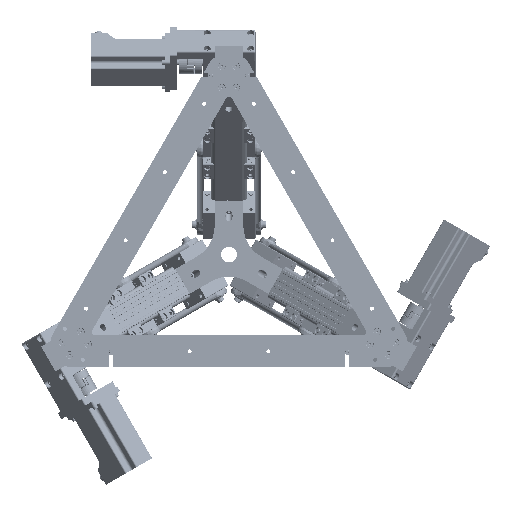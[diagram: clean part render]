
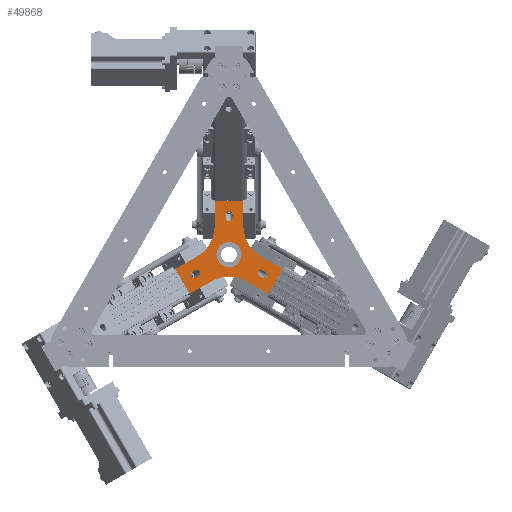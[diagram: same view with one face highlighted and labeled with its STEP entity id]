
A CAD part, front view. The second image highlights one B-rep face of the part: STEP entity #49868.
In plain terms, the highlighted face is planar.
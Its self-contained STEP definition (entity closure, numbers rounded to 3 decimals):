
#1040=ELLIPSE('',#56388,7.071,5.);
#1041=ELLIPSE('',#56389,7.071,5.);
#1042=ELLIPSE('',#56397,7.071,5.);
#1043=ELLIPSE('',#56398,7.071,5.);
#1044=ELLIPSE('',#56406,7.071,5.);
#1045=ELLIPSE('',#56407,7.071,5.);
#2795=FACE_BOUND('',#10426,.T.);
#2796=FACE_BOUND('',#10427,.T.);
#2797=FACE_BOUND('',#10428,.T.);
#2798=FACE_BOUND('',#10429,.T.);
#3957=PLANE('',#56410);
#7423=FACE_OUTER_BOUND('',#10425,.T.);
#10425=EDGE_LOOP('',(#45168,#45169,#45170,#45171,#45172,#45173,#45174,#45175,
#45176,#45177,#45178,#45179));
#10426=EDGE_LOOP('',(#45180,#45181));
#10427=EDGE_LOOP('',(#45182,#45183));
#10428=EDGE_LOOP('',(#45184,#45185));
#10429=EDGE_LOOP('',(#45186));
#14204=LINE('',#89485,#17878);
#14205=LINE('',#89487,#17879);
#14206=LINE('',#89489,#17880);
#14207=LINE('',#89493,#17881);
#14208=LINE('',#89495,#17882);
#14209=LINE('',#89497,#17883);
#14210=LINE('',#89501,#17884);
#14211=LINE('',#89503,#17885);
#14212=LINE('',#89505,#17886);
#17878=VECTOR('',#69854,10.);
#17879=VECTOR('',#69855,10.);
#17880=VECTOR('',#69856,10.);
#17881=VECTOR('',#69859,10.);
#17882=VECTOR('',#69860,10.);
#17883=VECTOR('',#69861,10.);
#17884=VECTOR('',#69864,10.);
#17885=VECTOR('',#69865,10.);
#17886=VECTOR('',#69866,10.);
#20674=CIRCLE('',#56411,49.282);
#20675=CIRCLE('',#56412,49.282);
#20676=CIRCLE('',#56413,49.282);
#20677=CIRCLE('',#56414,17.5);
#25139=VERTEX_POINT('',#89439);
#25140=VERTEX_POINT('',#89440);
#25145=VERTEX_POINT('',#89456);
#25146=VERTEX_POINT('',#89457);
#25151=VERTEX_POINT('',#89473);
#25152=VERTEX_POINT('',#89474);
#25154=VERTEX_POINT('',#89483);
#25155=VERTEX_POINT('',#89484);
#25156=VERTEX_POINT('',#89486);
#25157=VERTEX_POINT('',#89488);
#25158=VERTEX_POINT('',#89490);
#25159=VERTEX_POINT('',#89492);
#25160=VERTEX_POINT('',#89494);
#25161=VERTEX_POINT('',#89496);
#25162=VERTEX_POINT('',#89498);
#25163=VERTEX_POINT('',#89500);
#25164=VERTEX_POINT('',#89502);
#25165=VERTEX_POINT('',#89504);
#25166=VERTEX_POINT('',#89507);
#31941=EDGE_CURVE('',#25139,#25140,#1040,.T.);
#31942=EDGE_CURVE('',#25140,#25139,#1041,.T.);
#31949=EDGE_CURVE('',#25145,#25146,#1042,.T.);
#31950=EDGE_CURVE('',#25146,#25145,#1043,.T.);
#31957=EDGE_CURVE('',#25151,#25152,#1044,.T.);
#31958=EDGE_CURVE('',#25152,#25151,#1045,.T.);
#31962=EDGE_CURVE('',#25154,#25155,#14204,.T.);
#31963=EDGE_CURVE('',#25156,#25154,#14205,.T.);
#31964=EDGE_CURVE('',#25157,#25156,#14206,.T.);
#31965=EDGE_CURVE('',#25158,#25157,#20674,.T.);
#31966=EDGE_CURVE('',#25159,#25158,#14207,.T.);
#31967=EDGE_CURVE('',#25160,#25159,#14208,.T.);
#31968=EDGE_CURVE('',#25161,#25160,#14209,.T.);
#31969=EDGE_CURVE('',#25162,#25161,#20675,.T.);
#31970=EDGE_CURVE('',#25163,#25162,#14210,.T.);
#31971=EDGE_CURVE('',#25164,#25163,#14211,.T.);
#31972=EDGE_CURVE('',#25165,#25164,#14212,.T.);
#31973=EDGE_CURVE('',#25155,#25165,#20676,.T.);
#31974=EDGE_CURVE('',#25166,#25166,#20677,.T.);
#45168=ORIENTED_EDGE('',*,*,#31962,.F.);
#45169=ORIENTED_EDGE('',*,*,#31963,.F.);
#45170=ORIENTED_EDGE('',*,*,#31964,.F.);
#45171=ORIENTED_EDGE('',*,*,#31965,.F.);
#45172=ORIENTED_EDGE('',*,*,#31966,.F.);
#45173=ORIENTED_EDGE('',*,*,#31967,.F.);
#45174=ORIENTED_EDGE('',*,*,#31968,.F.);
#45175=ORIENTED_EDGE('',*,*,#31969,.F.);
#45176=ORIENTED_EDGE('',*,*,#31970,.F.);
#45177=ORIENTED_EDGE('',*,*,#31971,.F.);
#45178=ORIENTED_EDGE('',*,*,#31972,.F.);
#45179=ORIENTED_EDGE('',*,*,#31973,.F.);
#45180=ORIENTED_EDGE('',*,*,#31941,.T.);
#45181=ORIENTED_EDGE('',*,*,#31942,.T.);
#45182=ORIENTED_EDGE('',*,*,#31949,.T.);
#45183=ORIENTED_EDGE('',*,*,#31950,.T.);
#45184=ORIENTED_EDGE('',*,*,#31957,.T.);
#45185=ORIENTED_EDGE('',*,*,#31958,.T.);
#45186=ORIENTED_EDGE('',*,*,#31974,.F.);
#49868=ADVANCED_FACE('',(#7423,#2795,#2796,#2797,#2798),#3957,.F.);
#56388=AXIS2_PLACEMENT_3D('',#89441,#69802,#69803);
#56389=AXIS2_PLACEMENT_3D('',#89442,#69804,#69805);
#56397=AXIS2_PLACEMENT_3D('',#89458,#69822,#69823);
#56398=AXIS2_PLACEMENT_3D('',#89459,#69824,#69825);
#56406=AXIS2_PLACEMENT_3D('',#89475,#69842,#69843);
#56407=AXIS2_PLACEMENT_3D('',#89476,#69844,#69845);
#56410=AXIS2_PLACEMENT_3D('',#89482,#69852,#69853);
#56411=AXIS2_PLACEMENT_3D('',#89491,#69857,#69858);
#56412=AXIS2_PLACEMENT_3D('',#89499,#69862,#69863);
#56413=AXIS2_PLACEMENT_3D('',#89506,#69867,#69868);
#56414=AXIS2_PLACEMENT_3D('',#89508,#69869,#69870);
#69802=DIRECTION('center_axis',(0.,0.,1.));
#69803=DIRECTION('ref_axis',(0.866,-0.5,0.));
#69804=DIRECTION('center_axis',(0.,0.,1.));
#69805=DIRECTION('ref_axis',(0.866,-0.5,0.));
#69822=DIRECTION('center_axis',(0.,0.,1.));
#69823=DIRECTION('ref_axis',(-0.866,-0.5,0.));
#69824=DIRECTION('center_axis',(0.,0.,1.));
#69825=DIRECTION('ref_axis',(-0.866,-0.5,0.));
#69842=DIRECTION('center_axis',(0.,0.,1.));
#69843=DIRECTION('ref_axis',(0.,1.,0.));
#69844=DIRECTION('center_axis',(0.,0.,1.));
#69845=DIRECTION('ref_axis',(0.,1.,0.));
#69852=DIRECTION('center_axis',(0.,0.,1.));
#69853=DIRECTION('ref_axis',(1.,0.,0.));
#69854=DIRECTION('',(0.866,0.5,0.));
#69855=DIRECTION('',(0.5,-0.866,0.));
#69856=DIRECTION('',(-0.866,-0.5,0.));
#69857=DIRECTION('center_axis',(0.,0.,-1.));
#69858=DIRECTION('ref_axis',(0.5,-0.866,0.));
#69859=DIRECTION('',(0.,-1.,0.));
#69860=DIRECTION('',(-1.,0.,0.));
#69861=DIRECTION('',(0.,1.,0.));
#69862=DIRECTION('center_axis',(0.,0.,-1.));
#69863=DIRECTION('ref_axis',(-1.,0.,0.));
#69864=DIRECTION('',(-0.866,0.5,0.));
#69865=DIRECTION('',(0.5,0.866,0.));
#69866=DIRECTION('',(0.866,-0.5,0.));
#69867=DIRECTION('center_axis',(0.,0.,-1.));
#69868=DIRECTION('ref_axis',(0.5,0.866,0.));
#69869=DIRECTION('center_axis',(0.,0.,-1.));
#69870=DIRECTION('ref_axis',(-1.,0.,0.));
#89439=CARTESIAN_POINT('',(40.457,-23.358,15.));
#89440=CARTESIAN_POINT('',(49.081,-22.563,15.));
#89441=CARTESIAN_POINT('Origin',(46.581,-26.893,15.));
#89442=CARTESIAN_POINT('Origin',(46.581,-26.893,15.));
#89456=CARTESIAN_POINT('',(-40.457,-23.358,15.));
#89457=CARTESIAN_POINT('',(-44.081,-31.224,15.));
#89458=CARTESIAN_POINT('Origin',(-46.581,-26.893,15.));
#89459=CARTESIAN_POINT('Origin',(-46.581,-26.893,15.));
#89473=CARTESIAN_POINT('',(0.,46.716,15.));
#89474=CARTESIAN_POINT('',(-5.,53.787,15.));
#89475=CARTESIAN_POINT('Origin',(0.,53.787,15.));
#89476=CARTESIAN_POINT('Origin',(0.,53.787,15.));
#89482=CARTESIAN_POINT('Origin',(0.,0.,15.));
#89483=CARTESIAN_POINT('',(-54.952,-54.821,15.));
#89484=CARTESIAN_POINT('',(-24.641,-37.321,15.));
#89485=CARTESIAN_POINT('',(-22.476,-36.071,15.));
#89486=CARTESIAN_POINT('',(-74.952,-20.179,15.));
#89487=CARTESIAN_POINT('',(-69.952,-28.84,15.));
#89488=CARTESIAN_POINT('',(-44.641,-2.679,15.));
#89489=CARTESIAN_POINT('',(-27.321,7.321,15.));
#89490=CARTESIAN_POINT('',(-20.,40.,15.));
#89491=CARTESIAN_POINT('Origin',(-69.282,40.,15.));
#89492=CARTESIAN_POINT('',(-20.,75.,15.));
#89493=CARTESIAN_POINT('',(-20.,37.5,15.));
#89494=CARTESIAN_POINT('',(20.,75.,15.));
#89495=CARTESIAN_POINT('',(10.,75.,15.));
#89496=CARTESIAN_POINT('',(20.,40.,15.));
#89497=CARTESIAN_POINT('',(20.,20.,15.));
#89498=CARTESIAN_POINT('',(44.641,-2.679,15.));
#89499=CARTESIAN_POINT('Origin',(69.282,40.,15.));
#89500=CARTESIAN_POINT('',(74.952,-20.179,15.));
#89501=CARTESIAN_POINT('',(42.476,-1.429,15.));
#89502=CARTESIAN_POINT('',(54.952,-54.821,15.));
#89503=CARTESIAN_POINT('',(59.952,-46.16,15.));
#89504=CARTESIAN_POINT('',(24.641,-37.321,15.));
#89505=CARTESIAN_POINT('',(7.321,-27.321,15.));
#89506=CARTESIAN_POINT('Origin',(0.,-80.,
15.));
#89507=CARTESIAN_POINT('',(17.5,0.,15.));
#89508=CARTESIAN_POINT('Origin',(0.,0.,15.));
